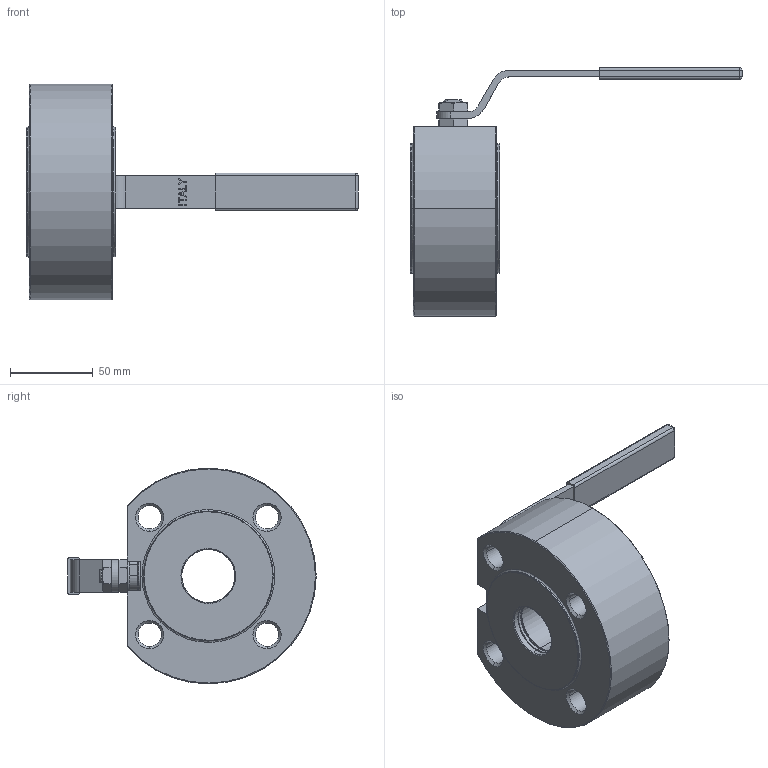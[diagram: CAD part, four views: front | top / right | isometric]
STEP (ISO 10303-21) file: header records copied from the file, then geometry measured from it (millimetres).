
FILE_DESCRIPTION (( 'STEP AP214' ), '1' );
FILE_NAME ('72200007_.STEP', '2009-06-30T12:51:21', ( 'valpress' ), ( 'idem' ), 'SwSTEP 2.0', 'SolidWorks 2008', '' );
FILE_SCHEMA (( 'AUTOMOTIVE_DESIGN' ));
Length unit declared in the file: millimetre
Products named in the file (1): 72200007_
Bounding box: 200 x 149.7 x 130 mm (x, y, z)
Volume: 586281.4 mm3; surface area: 76657.3 mm2
Topology: 2 solids, 2 shells, 350 faces, 915 edges, 567 vertices
Faces by surface type: plane 126, cylinder 92, cone 90, bspline 38, sphere 4
Entity records: 13275 total; most frequent: CARTESIAN_POINT 4964, ORIENTED_EDGE 1798, DIRECTION 1680, EDGE_CURVE 899, AXIS2_PLACEMENT_3D 640, VERTEX_POINT 567, VECTOR 400, LINE 400
